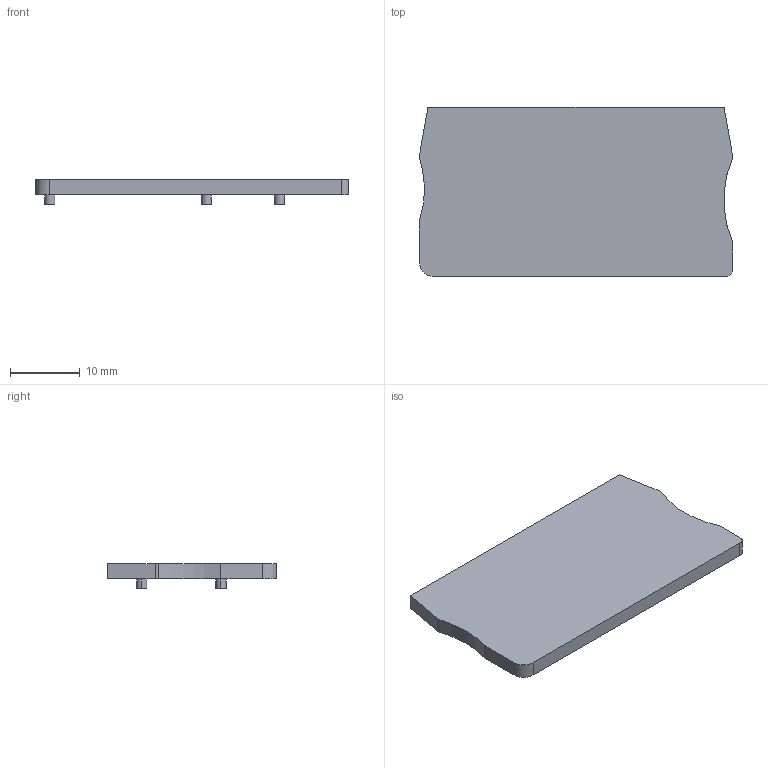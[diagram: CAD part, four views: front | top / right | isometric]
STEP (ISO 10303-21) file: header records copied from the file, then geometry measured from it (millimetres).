
FILE_DESCRIPTION(('CATIA V5 STEP Exchange','CAx-IF Rec.Pracs.--- Model Styling and Organization---1.2---2011-12-15'),'2;1');
FILE_NAME('3208142_3.stp','2021-09-14T12:14:50+00:00',('none'),('none'),'CATIA Version 5-6 Release 2014','CATIA V5 STEP AP214','none');
FILE_SCHEMA(('AUTOMOTIVE_DESIGN { 1 0 10303 214 1 1 1 1 }'));
Length unit declared in the file: millimetre
Products named in the file (1): 3208142_3
Bounding box: 45 x 24.3 x 3.55 mm (x, y, z)
Volume: 2360.4 mm3; surface area: 2456.4 mm2
Topology: 1 solids, 1 shells, 23 faces, 54 edges, 36 vertices
Faces by surface type: plane 13, cylinder 10
Entity records: 681 total; most frequent: CARTESIAN_POINT 133, ORIENTED_EDGE 108, DIRECTION 87, EDGE_CURVE 54, AXIS2_PLACEMENT_3D 36, VERTEX_POINT 36, VECTOR 34, LINE 34
